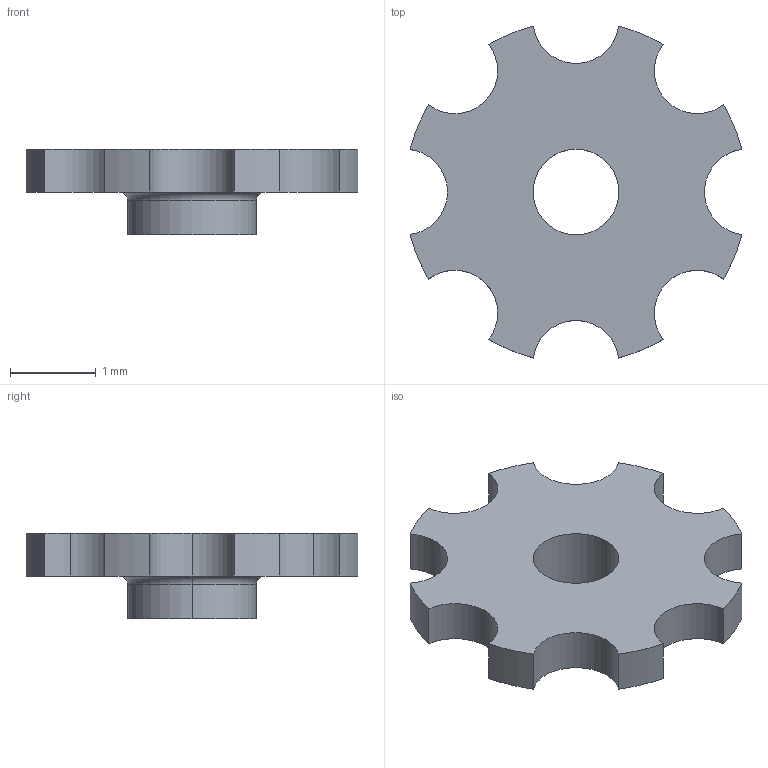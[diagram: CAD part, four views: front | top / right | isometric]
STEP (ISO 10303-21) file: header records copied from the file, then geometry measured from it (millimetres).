
FILE_DESCRIPTION (( 'STEP AP203' ), '1' );
FILE_NAME ('Solidworks_Gear_Indentation.STEP', '2025-09-15T21:31:58', ( '' ), ( '' ), 'SwSTEP 2.0', 'SolidWorks 2023', '' );
FILE_SCHEMA (( 'CONFIG_CONTROL_DESIGN' ));
Length unit declared in the file: millimetre
Products named in the file (1): Solidworks_Gear_Indentation
Bounding box: 3.88 x 3.88 x 1 mm (x, y, z)
Volume: 4.9 mm3; surface area: 31 mm2
Topology: 1 solids, 1 shells, 28 faces, 73 edges, 48 vertices
Faces by surface type: cylinder 23, plane 3, torus 2
Entity records: 972 total; most frequent: DIRECTION 181, CARTESIAN_POINT 150, ORIENTED_EDGE 146, AXIS2_PLACEMENT_3D 79, EDGE_CURVE 73, CIRCLE 50, VERTEX_POINT 48, EDGE_LOOP 31
